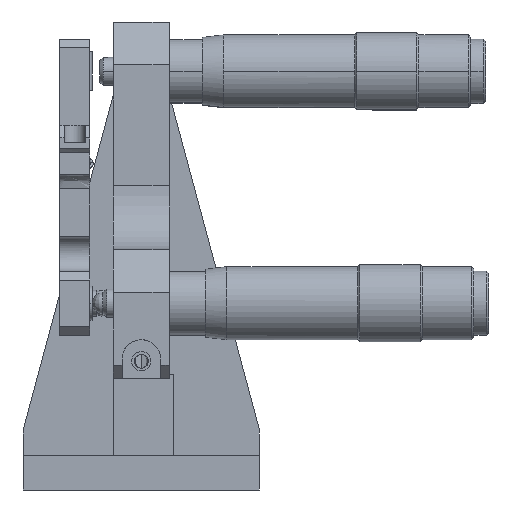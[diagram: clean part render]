
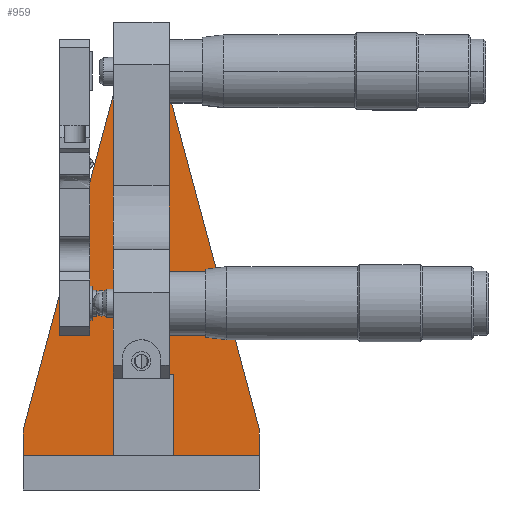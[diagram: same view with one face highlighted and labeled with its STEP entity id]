
A CAD part, left-side view. The second image highlights one B-rep face of the part: STEP entity #959.
In plain terms, the highlighted planar face has unit normal (-1, 0, 0).
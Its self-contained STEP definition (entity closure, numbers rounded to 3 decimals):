
#289=B_SPLINE_CURVE_WITH_KNOTS('',1,(#14950,#14951),.UNSPECIFIED.,.F.,.F.,
(2,2),(-82.839,0.),.UNSPECIFIED.);
#292=B_SPLINE_CURVE_WITH_KNOTS('',1,(#14956,#14957),.UNSPECIFIED.,.F.,.F.,
(2,2),(-12.,0.),.UNSPECIFIED.);
#295=B_SPLINE_CURVE_WITH_KNOTS('',1,(#14962,#14963),.UNSPECIFIED.,.F.,.F.,
(2,2),(-82.839,0.),.UNSPECIFIED.);
#298=B_SPLINE_CURVE_WITH_KNOTS('',1,(#14968,#14969),.UNSPECIFIED.,.F.,.F.,
(2,2),(-6.,0.),.UNSPECIFIED.);
#301=B_SPLINE_CURVE_WITH_KNOTS('',1,(#14974,#14975),.UNSPECIFIED.,.F.,.F.,
(2,2),(-55.,0.),.UNSPECIFIED.);
#303=B_SPLINE_CURVE_WITH_KNOTS('',1,(#14986,#14987),.UNSPECIFIED.,.F.,.F.,
(2,2),(0.,6.),.UNSPECIFIED.);
#373=FACE_BOUND('',#1790,.T.);
#374=FACE_BOUND('',#1791,.T.);
#522=PLANE('',#6448);
#959=ADVANCED_FACE('',(#1352,#373,#374),#522,.T.);
#1352=FACE_OUTER_BOUND('',#1789,.T.);
#1789=EDGE_LOOP('',(#3599,#3600,#3601,#3602,#3603,#3604));
#1790=EDGE_LOOP('',(#3605,#3606));
#1791=EDGE_LOOP('',(#3607,#3608));
#3599=ORIENTED_EDGE('',*,*,#4674,.T.);
#3600=ORIENTED_EDGE('',*,*,#4670,.F.);
#3601=ORIENTED_EDGE('',*,*,#4667,.F.);
#3602=ORIENTED_EDGE('',*,*,#4664,.F.);
#3603=ORIENTED_EDGE('',*,*,#4661,.F.);
#3604=ORIENTED_EDGE('',*,*,#4658,.F.);
#3605=ORIENTED_EDGE('',*,*,#4644,.F.);
#3606=ORIENTED_EDGE('',*,*,#4675,.F.);
#3607=ORIENTED_EDGE('',*,*,#4653,.F.);
#3608=ORIENTED_EDGE('',*,*,#4655,.F.);
#4644=EDGE_CURVE('',#5971,#5972,#5343,.T.);
#4653=EDGE_CURVE('',#5977,#5978,#5352,.T.);
#4655=EDGE_CURVE('',#5978,#5977,#5354,.T.);
#4658=EDGE_CURVE('',#5981,#5982,#289,.T.);
#4661=EDGE_CURVE('',#5982,#5984,#292,.T.);
#4664=EDGE_CURVE('',#5984,#5986,#295,.T.);
#4667=EDGE_CURVE('',#5986,#5988,#298,.T.);
#4670=EDGE_CURVE('',#5988,#5990,#301,.T.);
#4674=EDGE_CURVE('',#5981,#5990,#303,.T.);
#4675=EDGE_CURVE('',#5972,#5971,#5357,.T.);
#5343=(
BOUNDED_CURVE()
B_SPLINE_CURVE(2,(#14901,#14902,#14903,#14904,#14905),.UNSPECIFIED.,.F.,
 .F.)
B_SPLINE_CURVE_WITH_KNOTS((3,2,3),(-20.42,-15.315,
-10.21),.UNSPECIFIED.)
CURVE()
GEOMETRIC_REPRESENTATION_ITEM()
RATIONAL_B_SPLINE_CURVE((1.,0.707,1.,0.707,1.))
REPRESENTATION_ITEM('')
);
#5352=(
BOUNDED_CURVE()
B_SPLINE_CURVE(2,(#14934,#14935,#14936,#14937,#14938),.UNSPECIFIED.,.F.,
 .F.)
B_SPLINE_CURVE_WITH_KNOTS((3,2,3),(-20.42,-15.315,
-10.21),.UNSPECIFIED.)
CURVE()
GEOMETRIC_REPRESENTATION_ITEM()
RATIONAL_B_SPLINE_CURVE((1.,0.707,1.,0.707,1.))
REPRESENTATION_ITEM('')
);
#5354=(
BOUNDED_CURVE()
B_SPLINE_CURVE(2,(#14941,#14942,#14943,#14944,#14945),.UNSPECIFIED.,.F.,
 .F.)
B_SPLINE_CURVE_WITH_KNOTS((3,2,3),(-10.21,-5.105,
0.),.UNSPECIFIED.)
CURVE()
GEOMETRIC_REPRESENTATION_ITEM()
RATIONAL_B_SPLINE_CURVE((1.,0.707,1.,0.707,1.))
REPRESENTATION_ITEM('')
);
#5357=(
BOUNDED_CURVE()
B_SPLINE_CURVE(2,(#14988,#14989,#14990,#14991,#14992),.UNSPECIFIED.,.F.,
 .F.)
B_SPLINE_CURVE_WITH_KNOTS((3,2,3),(-10.21,-5.105,
0.),.UNSPECIFIED.)
CURVE()
GEOMETRIC_REPRESENTATION_ITEM()
RATIONAL_B_SPLINE_CURVE((1.,0.707,1.,0.707,1.))
REPRESENTATION_ITEM('')
);
#5971=VERTEX_POINT('',#14816);
#5972=VERTEX_POINT('',#14817);
#5977=VERTEX_POINT('',#14822);
#5978=VERTEX_POINT('',#14823);
#5981=VERTEX_POINT('',#14826);
#5982=VERTEX_POINT('',#14827);
#5984=VERTEX_POINT('',#14829);
#5986=VERTEX_POINT('',#14831);
#5988=VERTEX_POINT('',#14833);
#5990=VERTEX_POINT('',#14835);
#6448=AXIS2_PLACEMENT_3D('',#14798,#6596,$);
#6596=DIRECTION('',(-1.,0.,0.));
#14798=CARTESIAN_POINT('',(46.347,43.105,-5.174));
#14816=CARTESIAN_POINT('',(46.347,13.235,42.546));
#14817=CARTESIAN_POINT('',(46.347,6.735,42.546));
#14822=CARTESIAN_POINT('',(46.347,13.235,82.546));
#14823=CARTESIAN_POINT('',(46.347,6.735,82.546));
#14826=CARTESIAN_POINT('',(46.347,37.485,9.546));
#14827=CARTESIAN_POINT('',(46.347,15.985,89.546));
#14829=CARTESIAN_POINT('',(46.347,3.985,89.546));
#14831=CARTESIAN_POINT('',(46.347,-17.515,9.546));
#14833=CARTESIAN_POINT('',(46.347,-17.515,3.546));
#14835=CARTESIAN_POINT('',(46.347,37.485,3.546));
#14901=CARTESIAN_POINT('',(46.347,13.235,42.546));
#14902=CARTESIAN_POINT('',(46.347,13.235,39.296));
#14903=CARTESIAN_POINT('',(46.347,9.985,39.296));
#14904=CARTESIAN_POINT('',(46.347,6.735,39.296));
#14905=CARTESIAN_POINT('',(46.347,6.735,42.546));
#14934=CARTESIAN_POINT('',(46.347,13.235,82.546));
#14935=CARTESIAN_POINT('',(46.347,13.235,79.296));
#14936=CARTESIAN_POINT('',(46.347,9.985,79.296));
#14937=CARTESIAN_POINT('',(46.347,6.735,79.296));
#14938=CARTESIAN_POINT('',(46.347,6.735,82.546));
#14941=CARTESIAN_POINT('',(46.347,6.735,82.546));
#14942=CARTESIAN_POINT('',(46.347,6.735,85.796));
#14943=CARTESIAN_POINT('',(46.347,9.985,85.796));
#14944=CARTESIAN_POINT('',(46.347,13.235,85.796));
#14945=CARTESIAN_POINT('',(46.347,13.235,82.546));
#14950=CARTESIAN_POINT('',(46.347,37.485,9.546));
#14951=CARTESIAN_POINT('',(46.347,15.985,89.546));
#14956=CARTESIAN_POINT('',(46.347,15.985,89.546));
#14957=CARTESIAN_POINT('',(46.347,3.985,89.546));
#14962=CARTESIAN_POINT('',(46.347,3.985,89.546));
#14963=CARTESIAN_POINT('',(46.347,-17.515,9.546));
#14968=CARTESIAN_POINT('',(46.347,-17.515,9.546));
#14969=CARTESIAN_POINT('',(46.347,-17.515,3.546));
#14974=CARTESIAN_POINT('',(46.347,-17.515,3.546));
#14975=CARTESIAN_POINT('',(46.347,37.485,3.546));
#14986=CARTESIAN_POINT('',(46.347,37.485,9.546));
#14987=CARTESIAN_POINT('',(46.347,37.485,3.546));
#14988=CARTESIAN_POINT('',(46.347,6.735,42.546));
#14989=CARTESIAN_POINT('',(46.347,6.735,45.796));
#14990=CARTESIAN_POINT('',(46.347,9.985,45.796));
#14991=CARTESIAN_POINT('',(46.347,13.235,45.796));
#14992=CARTESIAN_POINT('',(46.347,13.235,42.546));
